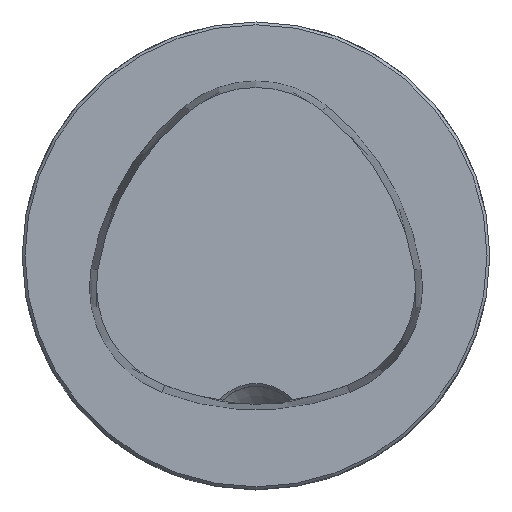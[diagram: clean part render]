
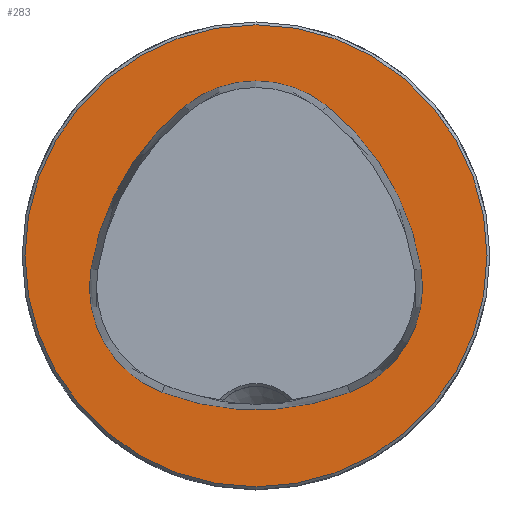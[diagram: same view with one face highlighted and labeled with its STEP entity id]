
A CAD part, top view. The second image highlights one B-rep face of the part: STEP entity #283.
In plain terms, the highlighted planar face has unit normal (0, 0, 1).
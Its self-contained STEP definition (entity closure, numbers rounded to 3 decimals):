
#232=PLANE('',#984);
#283=ADVANCED_FACE('CU_FL_N1_SU_1',(#368,#369),#232,.T.);
#368=FACE_BOUND('',#417,.T.);
#369=FACE_BOUND('',#418,.T.);
#417=EDGE_LOOP('',(#531,#532,#533,#534,#535,#536));
#418=EDGE_LOOP('',(#537));
#531=ORIENTED_EDGE('',*,*,#776,.F.);
#532=ORIENTED_EDGE('',*,*,#777,.F.);
#533=ORIENTED_EDGE('',*,*,#778,.F.);
#534=ORIENTED_EDGE('',*,*,#779,.F.);
#535=ORIENTED_EDGE('',*,*,#773,.F.);
#536=ORIENTED_EDGE('',*,*,#780,.F.);
#537=ORIENTED_EDGE('',*,*,#781,.T.);
#701=VERTEX_POINT('',#1685);
#702=VERTEX_POINT('',#1687);
#704=VERTEX_POINT('',#1693);
#705=VERTEX_POINT('',#1694);
#706=VERTEX_POINT('',#1696);
#707=VERTEX_POINT('',#1698);
#708=VERTEX_POINT('',#1702);
#773=EDGE_CURVE('',#701,#702,#831,.T.);
#776=EDGE_CURVE('',#704,#705,#833,.T.);
#777=EDGE_CURVE('',#706,#704,#834,.T.);
#778=EDGE_CURVE('',#707,#706,#835,.T.);
#779=EDGE_CURVE('',#702,#707,#836,.T.);
#780=EDGE_CURVE('',#705,#701,#837,.T.);
#781=EDGE_CURVE('',#708,#708,#838,.T.);
#831=CIRCLE('',#975,28.075);
#833=CIRCLE('',#978,28.075);
#834=CIRCLE('',#979,12.075);
#835=CIRCLE('',#980,28.075);
#836=CIRCLE('',#981,12.075);
#837=CIRCLE('',#982,12.075);
#838=CIRCLE('',#983,24.7);
#975=AXIS2_PLACEMENT_3D('',#1686,#1148,#1149);
#978=AXIS2_PLACEMENT_3D('',#1692,#1155,#1156);
#979=AXIS2_PLACEMENT_3D('',#1695,#1157,#1158);
#980=AXIS2_PLACEMENT_3D('',#1697,#1159,#1160);
#981=AXIS2_PLACEMENT_3D('',#1699,#1161,#1162);
#982=AXIS2_PLACEMENT_3D('',#1700,#1163,#1164);
#983=AXIS2_PLACEMENT_3D('',#1701,#1165,#1166);
#984=AXIS2_PLACEMENT_3D('',#1703,#1167,#1168);
#1148=DIRECTION('',(0.,0.,1.));
#1149=DIRECTION('',(1.,0.,0.));
#1155=DIRECTION('',(0.,0.,1.));
#1156=DIRECTION('',(1.,0.,0.));
#1157=DIRECTION('',(0.,0.,1.));
#1158=DIRECTION('',(1.,0.,0.));
#1159=DIRECTION('',(0.,0.,1.));
#1160=DIRECTION('',(1.,0.,0.));
#1161=DIRECTION('',(0.,0.,1.));
#1162=DIRECTION('',(1.,0.,0.));
#1163=DIRECTION('',(0.,0.,1.));
#1164=DIRECTION('',(1.,0.,0.));
#1165=DIRECTION('',(0.,0.,1.));
#1166=DIRECTION('',(1.,0.,0.));
#1167=DIRECTION('',(0.,0.,1.));
#1168=DIRECTION('',(1.,0.,0.));
#1685=CARTESIAN_POINT('',(-10.05,-14.595,0.));
#1686=CARTESIAN_POINT('',(0.,11.62,0.));
#1687=CARTESIAN_POINT('',(10.05,-14.595,0.));
#1692=CARTESIAN_POINT('',(10.078,-5.807,0.));
#1693=CARTESIAN_POINT('',(-7.606,15.999,0.));
#1694=CARTESIAN_POINT('',(-17.656,-1.443,0.));
#1695=CARTESIAN_POINT('',(0.,6.62,0.));
#1696=CARTESIAN_POINT('',(7.606,15.999,0.));
#1697=CARTESIAN_POINT('',(-10.078,-5.807,0.));
#1698=CARTESIAN_POINT('',(17.656,-1.443,0.));
#1699=CARTESIAN_POINT('',(5.727,-3.32,0.));
#1700=CARTESIAN_POINT('',(-5.727,-3.32,0.));
#1701=CARTESIAN_POINT('',(0.,0.,0.));
#1702=CARTESIAN_POINT('',(24.7,0.,0.));
#1703=CARTESIAN_POINT('',(0.,0.,0.));
